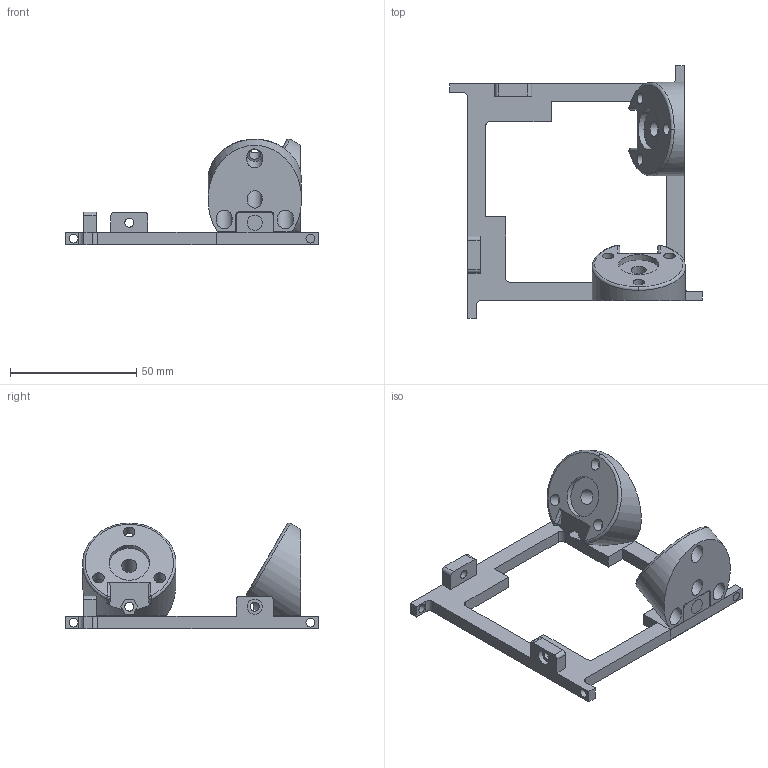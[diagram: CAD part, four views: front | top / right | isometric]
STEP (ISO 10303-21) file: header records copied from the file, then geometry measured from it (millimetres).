
FILE_DESCRIPTION(('FreeCAD Model'),'2;1');
FILE_NAME('Open CASCADE Shape Model','2024-04-12T12:26:33',(''),(''), 'Open CASCADE STEP processor 7.6','FreeCAD','Unknown');
FILE_SCHEMA(('AUTOMOTIVE_DESIGN { 1 0 10303 214 1 1 1 1 }'));
Length unit declared in the file: millimetre
Products named in the file (13): __wheel_support; Body002; Body; Body001; base; Fillet; attachment; latch; Fillet001; Pocket001; screwhole; PolarPattern; Sketch
Assembly tree (12 placements, depth 2):
  __wheel_support
    Body002
    Body
    Body001
    base
    Fillet
    attachment
    latch
    Fillet001
    Pocket001
    screwhole
    PolarPattern
    Sketch
Bounding box: 100 x 100 x 41.86 mm (x, y, z)
Volume: 90359 mm3; surface area: 51695.1 mm2
Topology: 11 solids, 11 shells, 344 faces, 918 edges, 618 vertices
Faces by surface type: plane 222, cylinder 114, torus 4, sphere 4
Full cylindrical faces by diameter (mm): 3.5 x15, 3.54 x9, 4.5 x6, 6 x12, 6.5 x6, 16 x2, 37 x2
Entity records: 11162 total; most frequent: CARTESIAN_POINT 1891, DIRECTION 1884, ORIENTED_EDGE 1812, EDGE_CURVE 906, LINE 654, VECTOR 654, AXIS2_PLACEMENT_3D 615, VERTEX_POINT 602
